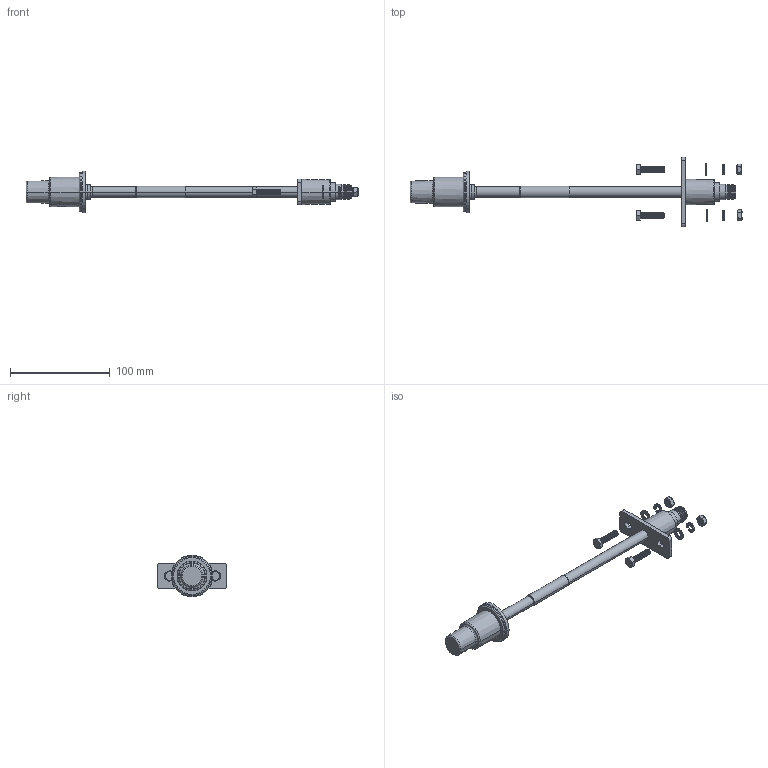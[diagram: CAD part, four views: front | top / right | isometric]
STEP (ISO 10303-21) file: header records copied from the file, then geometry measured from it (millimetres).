
FILE_DESCRIPTION (( 'STEP AP214' ), '1' );
FILE_NAME ('HGFH-527EG.STEP', '2013-08-21T12:35:08', ( 'L-Com' ), ( 'L-Com Global Connectivity' ), 'SwSTEP 2.0', 'SolidWorks 2012', '' );
FILE_SCHEMA (( 'AUTOMOTIVE_DESIGN' ));
Length unit declared in the file: inch
Products named in the file (6): Grid-2_hexnut; Grid-2_LockWasher; Grid-2_FlatWasher; .25-20x1.0 Bolt-hex; HGFH-527EG_Feed Horn; HGFH-527EG
Assembly tree (9 placements, depth 2):
  HGFH-527EG
    HGFH-527EG_Feed Horn
    .25-20x1.0 Bolt-hex  x2
    Grid-2_FlatWasher  x2
    Grid-2_LockWasher  x2
    Grid-2_hexnut  x2
Bounding box: 332.84 x 69.85 x 41.76 mm (x, y, z)
Volume: 84680.8 mm3; surface area: 26700.1 mm2
Topology: 9 solids, 9 shells, 588 faces, 1288 edges, 745 vertices
Faces by surface type: cone 304, plane 154, cylinder 66, torus 64
Entity records: 16056 total; most frequent: CARTESIAN_POINT 2176, DIRECTION 2098, ORIENTED_EDGE 1804, EDGE_CURVE 902, AXIS2_PLACEMENT_3D 801, VERTEX_POINT 535, LINE 496, VECTOR 496
